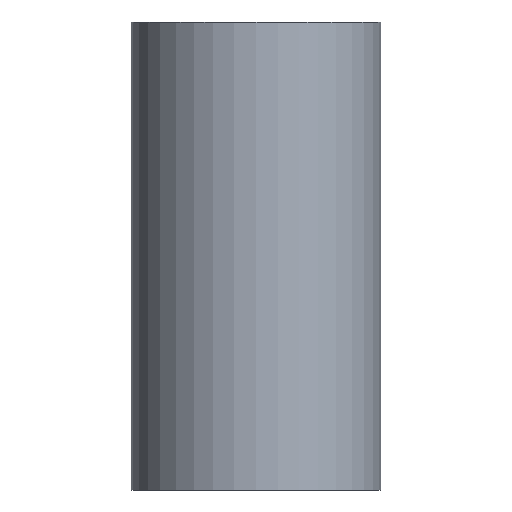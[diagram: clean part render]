
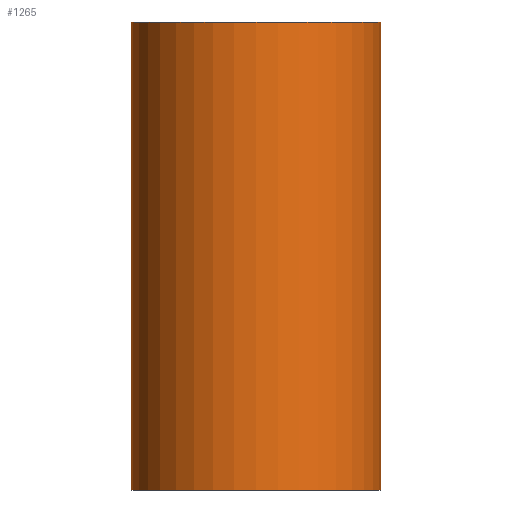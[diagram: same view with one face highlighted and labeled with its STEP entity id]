
A CAD part, front view. The second image highlights one B-rep face of the part: STEP entity #1265.
In plain terms, the highlighted cylindrical face has radius 76.2 mm (diameter 152.4 mm), a partial arc.
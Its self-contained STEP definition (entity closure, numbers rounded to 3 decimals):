
#15 = AXIS2_PLACEMENT_3D ( 'NONE', #61, #1624, #526 ) ;
#19 = ORIENTED_EDGE ( 'NONE', *, *, #33, .F. ) ;
#33 = EDGE_CURVE ( 'NONE', #1133, #1954, #1495, .T. ) ;
#61 = CARTESIAN_POINT ( 'NONE',  ( 0., 0., -142.9 ) ) ;
#204 = EDGE_CURVE ( 'NONE', #721, #543, #947, .T. ) ;
#233 = CARTESIAN_POINT ( 'NONE',  ( -76.2, 0., -142.9 ) ) ;
#336 = AXIS2_PLACEMENT_3D ( 'NONE', #1188, #1801, #1197 ) ;
#482 = EDGE_LOOP ( 'NONE', ( #1893, #19, #859, #1941 ) ) ;
#526 = DIRECTION ( 'NONE',  ( 1., 0., 0. ) ) ;
#543 = VERTEX_POINT ( 'NONE', #1366 ) ;
#630 = EDGE_CURVE ( 'NONE', #1954, #543, #1491, .T. ) ;
#671 = VECTOR ( 'NONE', #759, 1000. ) ;
#721 = VERTEX_POINT ( 'NONE', #233 ) ;
#759 = DIRECTION ( 'NONE',  ( 0., 0., -1. ) ) ;
#789 = FACE_OUTER_BOUND ( 'NONE', #482, .T. ) ;
#800 = EDGE_CURVE ( 'NONE', #1133, #721, #1640, .T. ) ;
#859 = ORIENTED_EDGE ( 'NONE', *, *, #800, .T. ) ;
#932 = VECTOR ( 'NONE', #1494, 1000. ) ;
#947 = CIRCLE ( 'NONE', #15, 76.2 ) ;
#955 = CARTESIAN_POINT ( 'NONE',  ( 0., 0., 142.9 ) ) ;
#1086 = AXIS2_PLACEMENT_3D ( 'NONE', #955, #1912, #1135 ) ;
#1133 = VERTEX_POINT ( 'NONE', #1251 ) ;
#1135 = DIRECTION ( 'NONE',  ( 1., 0., 0. ) ) ;
#1188 = CARTESIAN_POINT ( 'NONE',  ( 0., 0., 142.9 ) ) ;
#1197 = DIRECTION ( 'NONE',  ( -1., 0., 0. ) ) ;
#1251 = CARTESIAN_POINT ( 'NONE',  ( -76.2, 0., 142.9 ) ) ;
#1265 = ADVANCED_FACE ( 'NONE', ( #789 ), #1492, .T. ) ;
#1305 = CARTESIAN_POINT ( 'NONE',  ( -76.2, 0., 142.9 ) ) ;
#1366 = CARTESIAN_POINT ( 'NONE',  ( 76.2, 0., -142.9 ) ) ;
#1491 = LINE ( 'NONE', #1968, #671 ) ;
#1492 = CYLINDRICAL_SURFACE ( 'NONE', #336, 76.2 ) ;
#1494 = DIRECTION ( 'NONE',  ( 0., 0., -1. ) ) ;
#1495 = CIRCLE ( 'NONE', #1086, 76.2 ) ;
#1624 = DIRECTION ( 'NONE',  ( 0., 0., 1. ) ) ;
#1640 = LINE ( 'NONE', #1305, #932 ) ;
#1801 = DIRECTION ( 'NONE',  ( 0., 0., -1. ) ) ;
#1856 = CARTESIAN_POINT ( 'NONE',  ( 76.2, 0., 142.9 ) ) ;
#1893 = ORIENTED_EDGE ( 'NONE', *, *, #630, .F. ) ;
#1912 = DIRECTION ( 'NONE',  ( 0., 0., 1. ) ) ;
#1941 = ORIENTED_EDGE ( 'NONE', *, *, #204, .T. ) ;
#1954 = VERTEX_POINT ( 'NONE', #1856 ) ;
#1968 = CARTESIAN_POINT ( 'NONE',  ( 76.2, 0., 142.9 ) ) ;
